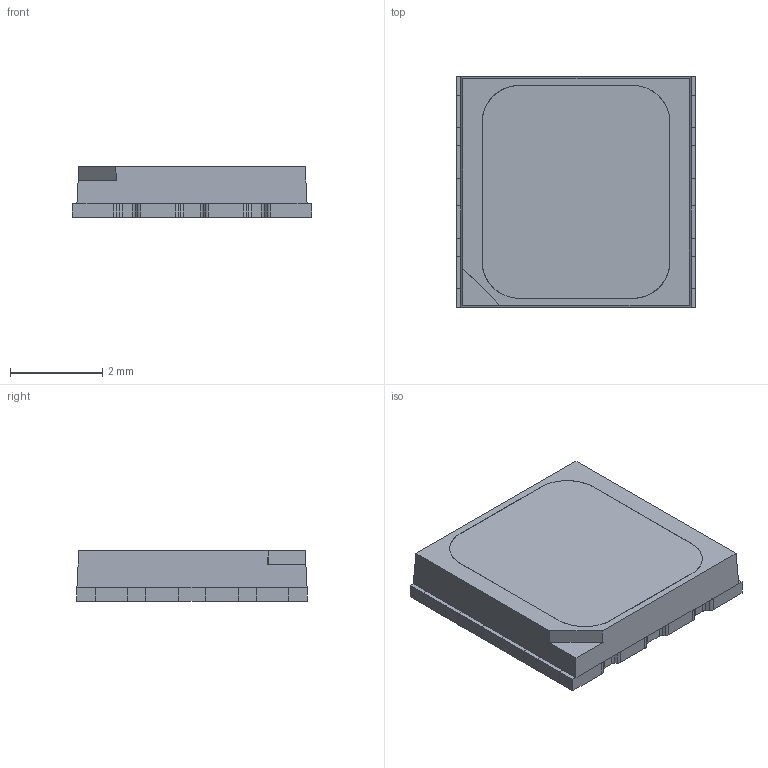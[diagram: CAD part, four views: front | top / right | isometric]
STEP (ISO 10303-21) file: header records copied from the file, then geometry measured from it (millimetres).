
FILE_DESCRIPTION(('STEP AP214'),'1');
FILE_NAME('Q6C.stp','2023-11-03T03:58:38',(' '),(' '),'Spatial InterOp 3D',' ',' ');
FILE_SCHEMA(('AUTOMOTIVE_DESIGN { 1 0 10303 214 1 1 1 1 }'));
Length unit declared in the file: millimetre
Products named in the file (1): Q6C
Bounding box: 5.2 x 5 x 1.1 mm (x, y, z)
Surface area: 177.6 mm2
Topology: 10 solids, 10 shells, 202 faces, 552 edges, 371 vertices
Faces by surface type: plane 128, cylinder 70, bspline 4
Entity records: 6773 total; most frequent: CARTESIAN_POINT 1513, ORIENTED_EDGE 1104, DIRECTION 1082, EDGE_CURVE 552, LINE 386, VECTOR 386, VERTEX_POINT 371, AXIS2_PLACEMENT_3D 348
